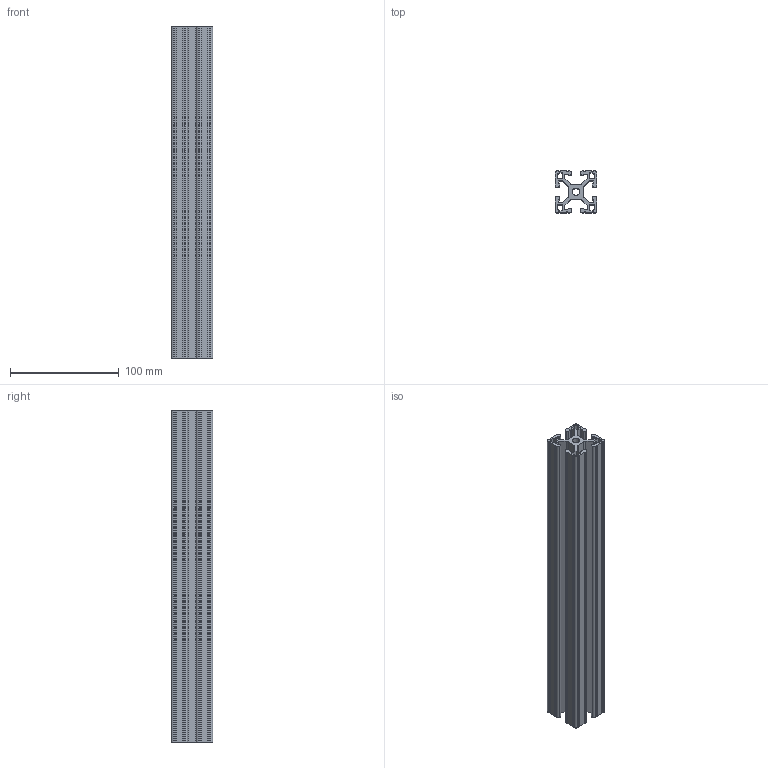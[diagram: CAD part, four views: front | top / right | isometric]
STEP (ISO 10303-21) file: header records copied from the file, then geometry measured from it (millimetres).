
FILE_DESCRIPTION (( 'STEP AP203' ), '1' );
FILE_NAME ('47065T601_T-Slotted Framing.STEP', '2022-09-20T15:36:52', ( 'Administrator' ), ( 'Managed by Terraform' ), 'SwSTEP 2.0', 'SolidWorks 2017', '' );
FILE_SCHEMA (( 'CONFIG_CONTROL_DESIGN' ));
Length unit declared in the file: inch
Products named in the file (1): 47065T601_T-Slotted Framing
Bounding box: 38.1 x 38.1 x 304.8 mm (x, y, z)
Volume: 178909.2 mm3; surface area: 132964.8 mm2
Topology: 1 solids, 1 shells, 172 faces, 510 edges, 340 vertices
Faces by surface type: plane 94, cylinder 78
Entity records: 5889 total; most frequent: CARTESIAN_POINT 1023, ORIENTED_EDGE 1020, DIRECTION 1012, EDGE_CURVE 510, LINE 354, VECTOR 354, VERTEX_POINT 340, AXIS2_PLACEMENT_3D 329
